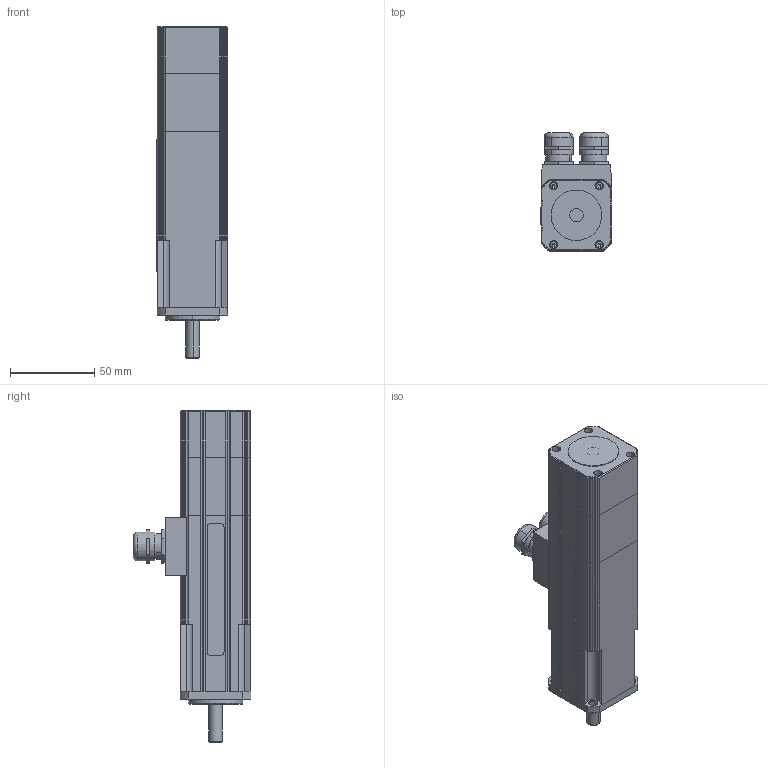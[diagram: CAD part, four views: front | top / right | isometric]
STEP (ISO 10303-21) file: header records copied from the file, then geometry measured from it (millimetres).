
FILE_DESCRIPTION((''),'2;1');
FILE_NAME('FP-34 + Resolver + Fre.stp','2011-09-16T14:35:13',('jlopez'),(''),'Autodesk Inventor 9','Autodesk Inventor 9','');
FILE_SCHEMA(('AUTOMOTIVE_DESIGN { 1 0 10303 214 1 1 1 1 }'));
Length unit declared in the file: millimetre
Products named in the file (1): Pieza2
Bounding box: 42.5 x 70 x 197 mm (x, y, z)
Volume: 303336.7 mm3; surface area: 48324.1 mm2
Topology: 1 solids, 18 shells, 822 faces, 1962 edges, 1205 vertices
Faces by surface type: plane 499, cylinder 140, bspline 101, cone 62, torus 20
Entity records: 24837 total; most frequent: CARTESIAN_POINT 6275, ORIENTED_EDGE 3888, DIRECTION 3756, EDGE_CURVE 1944, AXIS2_PLACEMENT_3D 1270, VECTOR 1216, LINE 1216, VERTEX_POINT 1205
